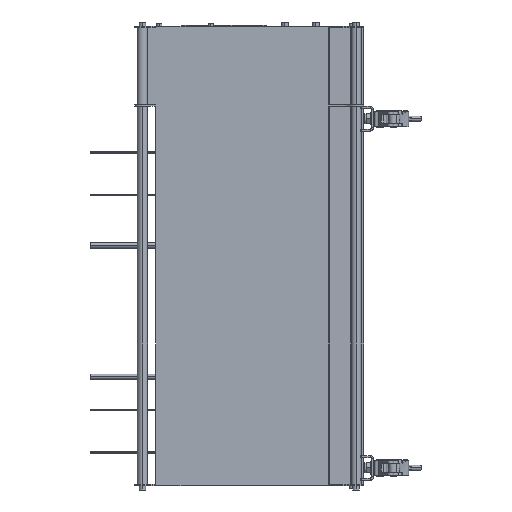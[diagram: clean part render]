
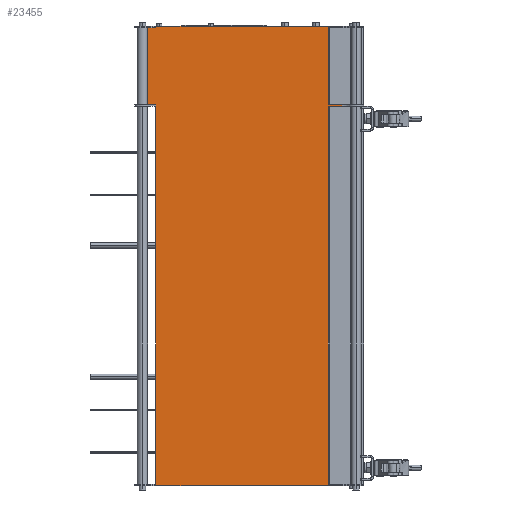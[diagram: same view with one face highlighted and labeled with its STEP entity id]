
A CAD part, left-side view. The second image highlights one B-rep face of the part: STEP entity #23455.
In plain terms, the highlighted planar face has unit normal (-1, 0, 0).
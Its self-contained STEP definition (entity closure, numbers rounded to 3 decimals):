
#308 = CARTESIAN_POINT ( 'NONE',  ( -121.546, -203.557, -13.494 ) ) ;
#403 = VERTEX_POINT ( 'NONE', #9181 ) ;
#467 = VERTEX_POINT ( 'NONE', #11751 ) ;
#571 = EDGE_CURVE ( 'NONE', #39337, #31107, #21518, .T. ) ;
#669 = ORIENTED_EDGE ( 'NONE', *, *, #34517, .T. ) ;
#1090 = VECTOR ( 'NONE', #14813, 1000. ) ;
#1135 = DIRECTION ( 'NONE',  ( 0., 0., 1. ) ) ;
#1212 = DIRECTION ( 'NONE',  ( 0., 0., -1. ) ) ;
#1339 = CARTESIAN_POINT ( 'NONE',  ( -121.546, 158.68, -747.494 ) ) ;
#1490 = LINE ( 'NONE', #20477, #4391 ) ;
#1977 = VECTOR ( 'NONE', #34412, 1000. ) ;
#2134 = VECTOR ( 'NONE', #21239, 1000. ) ;
#2461 = VERTEX_POINT ( 'NONE', #14811 ) ;
#3761 = VERTEX_POINT ( 'NONE', #23442 ) ;
#4213 = DIRECTION ( 'NONE',  ( 0., 0., 1. ) ) ;
#4391 = VECTOR ( 'NONE', #26666, 1000. ) ;
#4559 = VECTOR ( 'NONE', #19205, 1000. ) ;
#4664 = EDGE_CURVE ( 'NONE', #13838, #8425, #24138, .T. ) ;
#5481 = ORIENTED_EDGE ( 'NONE', *, *, #26095, .T. ) ;
#5817 = CARTESIAN_POINT ( 'NONE',  ( -121.546, -176.139, -747.494 ) ) ;
#6031 = LINE ( 'NONE', #15573, #22357 ) ;
#6113 = CARTESIAN_POINT ( 'NONE',  ( -121.546, -203.557, 139.506 ) ) ;
#6119 = CARTESIAN_POINT ( 'NONE',  ( -121.546, -176.139, -13.494 ) ) ;
#6168 = VECTOR ( 'NONE', #30172, 1000. ) ;
#6844 = CARTESIAN_POINT ( 'NONE',  ( -121.546, 158.68, -747.494 ) ) ;
#6888 = CARTESIAN_POINT ( 'NONE',  ( -121.546, -203.557, -13.494 ) ) ;
#7405 = EDGE_LOOP ( 'NONE', ( #14319, #669, #7714, #37384, #22267, #12562, #29807, #22965, #35096, #30574, #9741, #26543, #5481, #34399, #27817, #10786, #16285, #27999 ) ) ;
#7714 = ORIENTED_EDGE ( 'NONE', *, *, #38840, .F. ) ;
#8425 = VERTEX_POINT ( 'NONE', #14480 ) ;
#8522 = CARTESIAN_POINT ( 'NONE',  ( -121.546, 158.68, 142.506 ) ) ;
#8524 = LINE ( 'NONE', #32356, #30115 ) ;
#8621 = CARTESIAN_POINT ( 'NONE',  ( -121.546, 175.522, -10.494 ) ) ;
#9181 = CARTESIAN_POINT ( 'NONE',  ( -121.546, 158.68, -13.494 ) ) ;
#9425 = DIRECTION ( 'NONE',  ( 0., 1., 0. ) ) ;
#9741 = ORIENTED_EDGE ( 'NONE', *, *, #35030, .T. ) ;
#10486 = VERTEX_POINT ( 'NONE', #1339 ) ;
#10786 = ORIENTED_EDGE ( 'NONE', *, *, #21705, .T. ) ;
#10826 = VECTOR ( 'NONE', #30766, 1000. ) ;
#10895 = LINE ( 'NONE', #6844, #4559 ) ;
#11001 = CARTESIAN_POINT ( 'NONE',  ( -121.546, 175.522, -10.494 ) ) ;
#11048 = VECTOR ( 'NONE', #31579, 1000. ) ;
#11484 = DIRECTION ( 'NONE',  ( 0., -1., 0. ) ) ;
#11541 = CARTESIAN_POINT ( 'NONE',  ( -121.546, 158.68, 142.506 ) ) ;
#11751 = CARTESIAN_POINT ( 'NONE',  ( -121.546, -176.139, -10.494 ) ) ;
#12070 = EDGE_CURVE ( 'NONE', #31107, #15242, #35648, .T. ) ;
#12562 = ORIENTED_EDGE ( 'NONE', *, *, #25370, .F. ) ;
#12809 = VECTOR ( 'NONE', #9425, 1000. ) ;
#13109 = EDGE_CURVE ( 'NONE', #35684, #18311, #8524, .T. ) ;
#13510 = CARTESIAN_POINT ( 'NONE',  ( -121.546, -203.557, -750.494 ) ) ;
#13673 = CARTESIAN_POINT ( 'NONE',  ( -121.546, -203.557, 142.506 ) ) ;
#13838 = VERTEX_POINT ( 'NONE', #13510 ) ;
#13985 = DIRECTION ( 'NONE',  ( 0., -1., 0. ) ) ;
#14020 = VECTOR ( 'NONE', #4213, 1000. ) ;
#14170 = EDGE_CURVE ( 'NONE', #21561, #21190, #36428, .T. ) ;
#14319 = ORIENTED_EDGE ( 'NONE', *, *, #24424, .T. ) ;
#14446 = CARTESIAN_POINT ( 'NONE',  ( -121.546, 158.68, 142.506 ) ) ;
#14480 = CARTESIAN_POINT ( 'NONE',  ( -121.546, 158.68, -750.494 ) ) ;
#14741 = CARTESIAN_POINT ( 'NONE',  ( -121.546, -203.557, -750.494 ) ) ;
#14811 = CARTESIAN_POINT ( 'NONE',  ( -121.546, 175.522, 139.506 ) ) ;
#14813 = DIRECTION ( 'NONE',  ( 0., 0., 1. ) ) ;
#15112 = CARTESIAN_POINT ( 'NONE',  ( -121.546, -203.557, -747.494 ) ) ;
#15242 = VERTEX_POINT ( 'NONE', #6113 ) ;
#15312 = CARTESIAN_POINT ( 'NONE',  ( -121.546, -203.557, -13.494 ) ) ;
#15573 = CARTESIAN_POINT ( 'NONE',  ( -121.546, 158.68, 139.506 ) ) ;
#16181 = LINE ( 'NONE', #308, #12809 ) ;
#16285 = ORIENTED_EDGE ( 'NONE', *, *, #12070, .F. ) ;
#16489 = VECTOR ( 'NONE', #13985, 1000. ) ;
#17069 = DIRECTION ( 'NONE',  ( 0., 0., 1. ) ) ;
#17744 = VERTEX_POINT ( 'NONE', #33998 ) ;
#17999 = DIRECTION ( 'NONE',  ( 1., 0., 0. ) ) ;
#18311 = VERTEX_POINT ( 'NONE', #11001 ) ;
#18667 = CARTESIAN_POINT ( 'NONE',  ( -121.546, -176.139, -10.494 ) ) ;
#18919 = EDGE_CURVE ( 'NONE', #34491, #36902, #16181, .T. ) ;
#19205 = DIRECTION ( 'NONE',  ( 0., 0., 1. ) ) ;
#20477 = CARTESIAN_POINT ( 'NONE',  ( -121.546, -203.557, -10.494 ) ) ;
#21095 = CARTESIAN_POINT ( 'NONE',  ( -121.546, -203.557, -10.494 ) ) ;
#21190 = VERTEX_POINT ( 'NONE', #5817 ) ;
#21239 = DIRECTION ( 'NONE',  ( 0., 1., 0. ) ) ;
#21518 = LINE ( 'NONE', #8522, #28228 ) ;
#21561 = VERTEX_POINT ( 'NONE', #28993 ) ;
#21705 = EDGE_CURVE ( 'NONE', #17744, #15242, #24664, .T. ) ;
#21715 = AXIS2_PLACEMENT_3D ( 'NONE', #27647, #17999, #39983 ) ;
#22128 = EDGE_CURVE ( 'NONE', #467, #17744, #39587, .T. ) ;
#22267 = ORIENTED_EDGE ( 'NONE', *, *, #38899, .F. ) ;
#22357 = VECTOR ( 'NONE', #27895, 1000. ) ;
#22965 = ORIENTED_EDGE ( 'NONE', *, *, #4664, .F. ) ;
#23442 = CARTESIAN_POINT ( 'NONE',  ( -121.546, 158.68, 139.506 ) ) ;
#23455 = ADVANCED_FACE ( 'NONE', ( #30811 ), #36581, .F. ) ;
#23983 = CARTESIAN_POINT ( 'NONE',  ( -121.546, 158.68, -10.494 ) ) ;
#24138 = LINE ( 'NONE', #14741, #33279 ) ;
#24269 = DIRECTION ( 'NONE',  ( 0., 1., 0. ) ) ;
#24296 = EDGE_CURVE ( 'NONE', #8425, #10486, #33620, .T. ) ;
#24424 = EDGE_CURVE ( 'NONE', #39337, #3761, #36978, .T. ) ;
#24664 = LINE ( 'NONE', #32910, #16489 ) ;
#25370 = EDGE_CURVE ( 'NONE', #10486, #403, #10895, .T. ) ;
#26095 = EDGE_CURVE ( 'NONE', #34491, #31144, #26651, .T. ) ;
#26543 = ORIENTED_EDGE ( 'NONE', *, *, #18919, .F. ) ;
#26651 = LINE ( 'NONE', #6888, #33900 ) ;
#26666 = DIRECTION ( 'NONE',  ( 0., 1., 0. ) ) ;
#26911 = LINE ( 'NONE', #31436, #11048 ) ;
#27647 = CARTESIAN_POINT ( 'NONE',  ( -121.546, 158.68, 142.506 ) ) ;
#27817 = ORIENTED_EDGE ( 'NONE', *, *, #22128, .T. ) ;
#27895 = DIRECTION ( 'NONE',  ( 0., 1., 0. ) ) ;
#27999 = ORIENTED_EDGE ( 'NONE', *, *, #571, .F. ) ;
#28228 = VECTOR ( 'NONE', #11484, 1000. ) ;
#28993 = CARTESIAN_POINT ( 'NONE',  ( -121.546, -203.557, -747.494 ) ) ;
#29807 = ORIENTED_EDGE ( 'NONE', *, *, #24296, .F. ) ;
#30115 = VECTOR ( 'NONE', #35221, 1000. ) ;
#30172 = DIRECTION ( 'NONE',  ( 0., 0., -1. ) ) ;
#30574 = ORIENTED_EDGE ( 'NONE', *, *, #14170, .T. ) ;
#30766 = DIRECTION ( 'NONE',  ( 0., 0., 1. ) ) ;
#30811 = FACE_OUTER_BOUND ( 'NONE', #7405, .T. ) ;
#31107 = VERTEX_POINT ( 'NONE', #39475 ) ;
#31144 = VERTEX_POINT ( 'NONE', #21095 ) ;
#31260 = CARTESIAN_POINT ( 'NONE',  ( -121.546, -176.139, -747.494 ) ) ;
#31288 = VECTOR ( 'NONE', #1212, 1000. ) ;
#31436 = CARTESIAN_POINT ( 'NONE',  ( -121.546, -203.557, -750.494 ) ) ;
#31579 = DIRECTION ( 'NONE',  ( 0., 0., 1. ) ) ;
#31622 = EDGE_CURVE ( 'NONE', #31144, #467, #1490, .T. ) ;
#31921 = LINE ( 'NONE', #33350, #10826 ) ;
#32222 = CARTESIAN_POINT ( 'NONE',  ( -121.546, 158.68, -750.494 ) ) ;
#32356 = CARTESIAN_POINT ( 'NONE',  ( -121.546, 158.68, -10.494 ) ) ;
#32520 = EDGE_CURVE ( 'NONE', #13838, #21561, #26911, .T. ) ;
#32833 = LINE ( 'NONE', #31260, #1977 ) ;
#32910 = CARTESIAN_POINT ( 'NONE',  ( -121.546, 158.68, 139.506 ) ) ;
#33279 = VECTOR ( 'NONE', #24269, 1000. ) ;
#33350 = CARTESIAN_POINT ( 'NONE',  ( -121.546, 158.68, -13.494 ) ) ;
#33620 = LINE ( 'NONE', #32222, #36015 ) ;
#33900 = VECTOR ( 'NONE', #1135, 1000. ) ;
#33998 = CARTESIAN_POINT ( 'NONE',  ( -121.546, -176.139, 139.506 ) ) ;
#34399 = ORIENTED_EDGE ( 'NONE', *, *, #31622, .T. ) ;
#34412 = DIRECTION ( 'NONE',  ( 0., 0., 1. ) ) ;
#34491 = VERTEX_POINT ( 'NONE', #15312 ) ;
#34517 = EDGE_CURVE ( 'NONE', #3761, #2461, #6031, .T. ) ;
#35030 = EDGE_CURVE ( 'NONE', #21190, #36902, #32833, .T. ) ;
#35096 = ORIENTED_EDGE ( 'NONE', *, *, #32520, .T. ) ;
#35221 = DIRECTION ( 'NONE',  ( 0., 1., 0. ) ) ;
#35648 = LINE ( 'NONE', #13673, #31288 ) ;
#35684 = VERTEX_POINT ( 'NONE', #23983 ) ;
#36015 = VECTOR ( 'NONE', #17069, 1000. ) ;
#36428 = LINE ( 'NONE', #15112, #2134 ) ;
#36581 = PLANE ( 'NONE',  #21715 ) ;
#36902 = VERTEX_POINT ( 'NONE', #6119 ) ;
#36978 = LINE ( 'NONE', #11541, #6168 ) ;
#37384 = ORIENTED_EDGE ( 'NONE', *, *, #13109, .F. ) ;
#38775 = LINE ( 'NONE', #8621, #1090 ) ;
#38840 = EDGE_CURVE ( 'NONE', #18311, #2461, #38775, .T. ) ;
#38899 = EDGE_CURVE ( 'NONE', #403, #35684, #31921, .T. ) ;
#39337 = VERTEX_POINT ( 'NONE', #14446 ) ;
#39475 = CARTESIAN_POINT ( 'NONE',  ( -121.546, -203.557, 142.506 ) ) ;
#39587 = LINE ( 'NONE', #18667, #14020 ) ;
#39983 = DIRECTION ( 'NONE',  ( 0., 1., 0. ) ) ;
